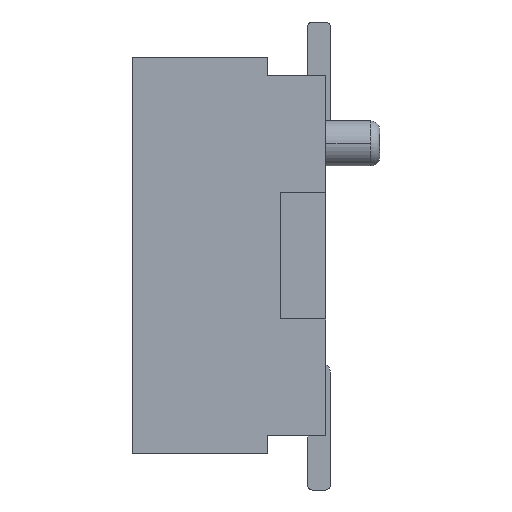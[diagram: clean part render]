
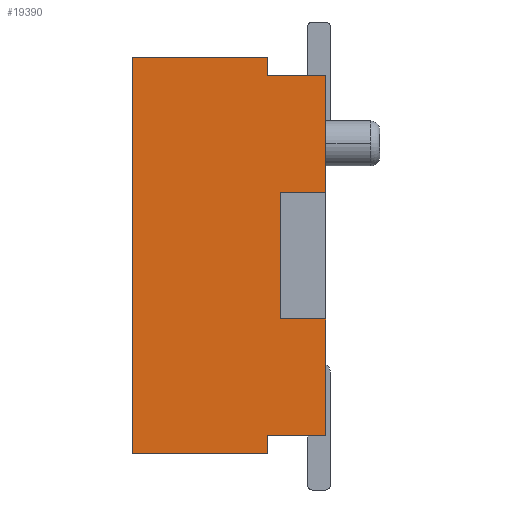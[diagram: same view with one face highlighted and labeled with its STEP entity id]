
A CAD part, front view. The second image highlights one B-rep face of the part: STEP entity #19390.
In plain terms, the highlighted face is planar.
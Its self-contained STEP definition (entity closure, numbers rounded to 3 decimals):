
#9 = CARTESIAN_POINT ( 'NONE',  ( 3.6, -0.7, -93.455 ) ) ;
#1032 = VECTOR ( 'NONE', #16006, 1000. ) ;
#1227 = EDGE_CURVE ( 'NONE', #20211, #30001, #31808, .T. ) ;
#3363 = EDGE_CURVE ( 'NONE', #27599, #38521, #8424, .T. ) ;
#3676 = VECTOR ( 'NONE', #20492, 1000. ) ;
#4224 = VERTEX_POINT ( 'NONE', #14645 ) ;
#4656 = CARTESIAN_POINT ( 'NONE',  ( 3.6, -2.2, 2.2 ) ) ;
#5938 = ORIENTED_EDGE ( 'NONE', *, *, #1227, .T. ) ;
#6084 = CARTESIAN_POINT ( 'NONE',  ( 3.6, 2., 0.05 ) ) ;
#6602 = CARTESIAN_POINT ( 'NONE',  ( 3.6, 2., 2.45 ) ) ;
#6631 = ORIENTED_EDGE ( 'NONE', *, *, #36310, .F. ) ;
#6760 = EDGE_CURVE ( 'NONE', #31155, #27599, #32698, .T. ) ;
#7041 = CARTESIAN_POINT ( 'NONE',  ( 3.6, -107.606, -93.455 ) ) ;
#7490 = LINE ( 'NONE', #21922, #1032 ) ;
#7525 = VERTEX_POINT ( 'NONE', #8724 ) ;
#7937 = ORIENTED_EDGE ( 'NONE', *, *, #6760, .T. ) ;
#8424 = LINE ( 'NONE', #38225, #10046 ) ;
#8724 = CARTESIAN_POINT ( 'NONE',  ( 3.6, 2., 0.05 ) ) ;
#8835 = CARTESIAN_POINT ( 'NONE',  ( 3.6, 2.2, 2.95 ) ) ;
#8923 = AXIS2_PLACEMENT_3D ( 'NONE', #7041, #19106, #22452 ) ;
#9003 = DIRECTION ( 'NONE',  ( 0., 1., 0. ) ) ;
#9914 = CARTESIAN_POINT ( 'NONE',  ( 3.6, 0.7, 0.55 ) ) ;
#10025 = VECTOR ( 'NONE', #30153, 1000. ) ;
#10038 = ORIENTED_EDGE ( 'NONE', *, *, #30264, .F. ) ;
#10046 = VECTOR ( 'NONE', #11203, 1000. ) ;
#10493 = CARTESIAN_POINT ( 'NONE',  ( 3.6, -107.606, 2.2 ) ) ;
#10991 = CARTESIAN_POINT ( 'NONE',  ( 3.6, -2.2, 2.95 ) ) ;
#11203 = DIRECTION ( 'NONE',  ( 0., 0., -1. ) ) ;
#11654 = CARTESIAN_POINT ( 'NONE',  ( 3.6, -2., 0.05 ) ) ;
#11772 = LINE ( 'NONE', #36244, #25674 ) ;
#12049 = CARTESIAN_POINT ( 'NONE',  ( 3.6, -2., 2.45 ) ) ;
#12096 = DIRECTION ( 'NONE',  ( 0., 0., 1. ) ) ;
#12235 = EDGE_CURVE ( 'NONE', #4224, #31155, #27088, .T. ) ;
#12674 = ORIENTED_EDGE ( 'NONE', *, *, #23314, .T. ) ;
#12956 = EDGE_CURVE ( 'NONE', #32605, #33675, #33158, .T. ) ;
#13000 = VERTEX_POINT ( 'NONE', #27624 ) ;
#13657 = DIRECTION ( 'NONE',  ( 0., -1., 0. ) ) ;
#14099 = VECTOR ( 'NONE', #24969, 1000. ) ;
#14154 = CARTESIAN_POINT ( 'NONE',  ( 3.6, -0.7, 0.55 ) ) ;
#14645 = CARTESIAN_POINT ( 'NONE',  ( 3.6, -0.7, 0.05 ) ) ;
#15268 = VECTOR ( 'NONE', #13657, 1000. ) ;
#15580 = ORIENTED_EDGE ( 'NONE', *, *, #25411, .F. ) ;
#16006 = DIRECTION ( 'NONE',  ( 0., 1., 0. ) ) ;
#17505 = LINE ( 'NONE', #10991, #35339 ) ;
#18342 = EDGE_CURVE ( 'NONE', #30001, #13000, #17505, .T. ) ;
#18647 = ORIENTED_EDGE ( 'NONE', *, *, #12956, .T. ) ;
#19106 = DIRECTION ( 'NONE',  ( -1., 0., 0. ) ) ;
#19208 = VERTEX_POINT ( 'NONE', #30745 ) ;
#19390 = ADVANCED_FACE ( 'NONE', ( #25022 ), #34092, .F. ) ;
#19996 = CARTESIAN_POINT ( 'NONE',  ( 3.6, 0.7, 0.05 ) ) ;
#20211 = VERTEX_POINT ( 'NONE', #34384 ) ;
#20492 = DIRECTION ( 'NONE',  ( 0., 1., 0. ) ) ;
#20551 = DIRECTION ( 'NONE',  ( 0., 0., -1. ) ) ;
#21208 = ORIENTED_EDGE ( 'NONE', *, *, #23994, .T. ) ;
#21853 = EDGE_CURVE ( 'NONE', #7525, #38521, #26859, .T. ) ;
#21922 = CARTESIAN_POINT ( 'NONE',  ( 3.6, -107.606, 0.7 ) ) ;
#22404 = VECTOR ( 'NONE', #20551, 1000. ) ;
#22452 = DIRECTION ( 'NONE',  ( 0., -1., 0. ) ) ;
#22586 = CARTESIAN_POINT ( 'NONE',  ( 3.6, 2., 0.7 ) ) ;
#23314 = EDGE_CURVE ( 'NONE', #13000, #32605, #7490, .T. ) ;
#23994 = EDGE_CURVE ( 'NONE', #28677, #19208, #11772, .T. ) ;
#24100 = DIRECTION ( 'NONE',  ( 0., -1., 0. ) ) ;
#24969 = DIRECTION ( 'NONE',  ( 0., 0., -1. ) ) ;
#25022 = FACE_OUTER_BOUND ( 'NONE', #36976, .T. ) ;
#25214 = VECTOR ( 'NONE', #24100, 1000. ) ;
#25385 = CARTESIAN_POINT ( 'NONE',  ( 3.6, -2., 0.7 ) ) ;
#25411 = EDGE_CURVE ( 'NONE', #20211, #19208, #32520, .T. ) ;
#25508 = VECTOR ( 'NONE', #12096, 1000. ) ;
#25674 = VECTOR ( 'NONE', #9003, 1000. ) ;
#26859 = LINE ( 'NONE', #27257, #25214 ) ;
#27088 = LINE ( 'NONE', #9, #25508 ) ;
#27257 = CARTESIAN_POINT ( 'NONE',  ( 3.6, 2., 0.05 ) ) ;
#27599 = VERTEX_POINT ( 'NONE', #9914 ) ;
#27624 = CARTESIAN_POINT ( 'NONE',  ( 3.6, -2.2, 0.7 ) ) ;
#28569 = ORIENTED_EDGE ( 'NONE', *, *, #12235, .T. ) ;
#28677 = VERTEX_POINT ( 'NONE', #22586 ) ;
#29144 = DIRECTION ( 'NONE',  ( 0., 0., -1. ) ) ;
#29976 = DIRECTION ( 'NONE',  ( 0., -1., 0. ) ) ;
#30001 = VERTEX_POINT ( 'NONE', #4656 ) ;
#30046 = VECTOR ( 'NONE', #29976, 1000. ) ;
#30153 = DIRECTION ( 'NONE',  ( 0., 0., -1. ) ) ;
#30264 = EDGE_CURVE ( 'NONE', #28677, #7525, #30312, .T. ) ;
#30312 = LINE ( 'NONE', #6602, #14099 ) ;
#30745 = CARTESIAN_POINT ( 'NONE',  ( 3.6, 2.2, 0.7 ) ) ;
#31155 = VERTEX_POINT ( 'NONE', #14154 ) ;
#31808 = LINE ( 'NONE', #10493, #15268 ) ;
#32520 = LINE ( 'NONE', #8835, #10025 ) ;
#32605 = VERTEX_POINT ( 'NONE', #25385 ) ;
#32698 = LINE ( 'NONE', #33286, #3676 ) ;
#33158 = LINE ( 'NONE', #12049, #22404 ) ;
#33286 = CARTESIAN_POINT ( 'NONE',  ( 3.6, -107.606, 0.55 ) ) ;
#33675 = VERTEX_POINT ( 'NONE', #11654 ) ;
#34092 = PLANE ( 'NONE',  #8923 ) ;
#34384 = CARTESIAN_POINT ( 'NONE',  ( 3.6, 2.2, 2.2 ) ) ;
#35339 = VECTOR ( 'NONE', #29144, 1000. ) ;
#35611 = ORIENTED_EDGE ( 'NONE', *, *, #21853, .F. ) ;
#36244 = CARTESIAN_POINT ( 'NONE',  ( 3.6, -107.606, 0.7 ) ) ;
#36310 = EDGE_CURVE ( 'NONE', #4224, #33675, #38662, .T. ) ;
#36976 = EDGE_LOOP ( 'NONE', ( #18647, #6631, #28569, #7937, #38448, #35611, #10038, #21208, #15580, #5938, #38263, #12674 ) ) ;
#38225 = CARTESIAN_POINT ( 'NONE',  ( 3.6, 0.7, -93.455 ) ) ;
#38263 = ORIENTED_EDGE ( 'NONE', *, *, #18342, .T. ) ;
#38448 = ORIENTED_EDGE ( 'NONE', *, *, #3363, .T. ) ;
#38521 = VERTEX_POINT ( 'NONE', #19996 ) ;
#38662 = LINE ( 'NONE', #6084, #30046 ) ;
